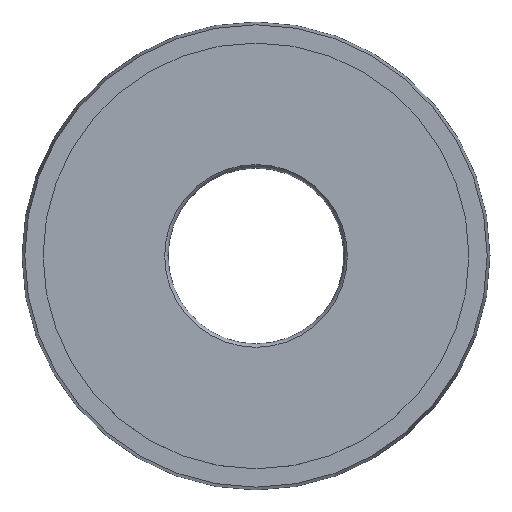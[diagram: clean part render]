
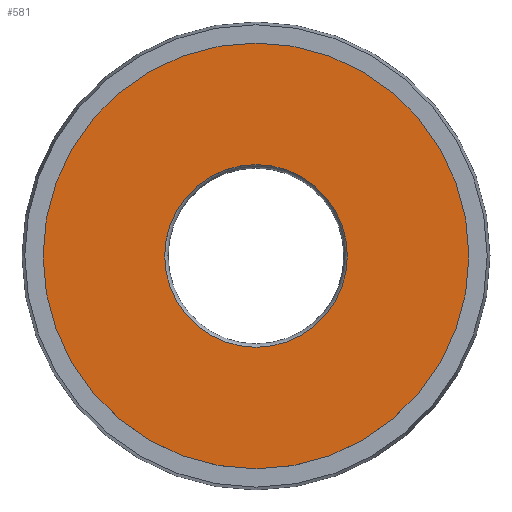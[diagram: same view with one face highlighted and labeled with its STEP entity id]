
A CAD part, top view. The second image highlights one B-rep face of the part: STEP entity #581.
In plain terms, the highlighted planar face has unit normal (0, 0, 1).
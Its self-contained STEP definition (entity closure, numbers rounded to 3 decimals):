
#9 = CARTESIAN_POINT ( 'NONE',  ( 0., 0., 0. ) ) ;
#27 = EDGE_CURVE ( 'NONE', #566, #340, #223, .T. ) ;
#33 = CARTESIAN_POINT ( 'NONE',  ( 0., 0., 0. ) ) ;
#39 = CARTESIAN_POINT ( 'NONE',  ( -15.15, 0., 0. ) ) ;
#44 = AXIS2_PLACEMENT_3D ( 'NONE', #638, #390, #429 ) ;
#74 = ORIENTED_EDGE ( 'NONE', *, *, #530, .T. ) ;
#88 = CIRCLE ( 'NONE', #319, 15.15 ) ;
#96 = CARTESIAN_POINT ( 'NONE',  ( -6.5, 0., 0. ) ) ;
#131 = CIRCLE ( 'NONE', #44, 6.5 ) ;
#153 = DIRECTION ( 'NONE',  ( 1., 0., 0. ) ) ;
#196 = CARTESIAN_POINT ( 'NONE',  ( 0., 0., 0. ) ) ;
#218 = CIRCLE ( 'NONE', #254, 6.5 ) ;
#223 = CIRCLE ( 'NONE', #473, 15.15 ) ;
#237 = DIRECTION ( 'NONE',  ( 0., 0., -1. ) ) ;
#248 = ORIENTED_EDGE ( 'NONE', *, *, #292, .F. ) ;
#251 = EDGE_LOOP ( 'NONE', ( #384, #74 ) ) ;
#252 = AXIS2_PLACEMENT_3D ( 'NONE', #196, #237, #640 ) ;
#254 = AXIS2_PLACEMENT_3D ( 'NONE', #9, #393, #153 ) ;
#256 = FACE_BOUND ( 'NONE', #637, .T. ) ;
#259 = CARTESIAN_POINT ( 'NONE',  ( 0., 0., 0. ) ) ;
#270 = DIRECTION ( 'NONE',  ( 0., 0., 1. ) ) ;
#292 = EDGE_CURVE ( 'NONE', #603, #399, #131, .T. ) ;
#314 = CARTESIAN_POINT ( 'NONE',  ( 15.15, 0., 0. ) ) ;
#319 = AXIS2_PLACEMENT_3D ( 'NONE', #33, #270, #482 ) ;
#340 = VERTEX_POINT ( 'NONE', #39 ) ;
#354 = DIRECTION ( 'NONE',  ( 1., 0., 0. ) ) ;
#368 = FACE_OUTER_BOUND ( 'NONE', #251, .T. ) ;
#384 = ORIENTED_EDGE ( 'NONE', *, *, #27, .T. ) ;
#390 = DIRECTION ( 'NONE',  ( 0., 0., 1. ) ) ;
#393 = DIRECTION ( 'NONE',  ( 0., 0., 1. ) ) ;
#399 = VERTEX_POINT ( 'NONE', #440 ) ;
#404 = EDGE_CURVE ( 'NONE', #399, #603, #218, .T. ) ;
#429 = DIRECTION ( 'NONE',  ( 1., 0., 0. ) ) ;
#440 = CARTESIAN_POINT ( 'NONE',  ( 6.5, 0., 0. ) ) ;
#473 = AXIS2_PLACEMENT_3D ( 'NONE', #259, #610, #354 ) ;
#482 = DIRECTION ( 'NONE',  ( 1., 0., 0. ) ) ;
#530 = EDGE_CURVE ( 'NONE', #340, #566, #88, .T. ) ;
#554 = ORIENTED_EDGE ( 'NONE', *, *, #404, .F. ) ;
#566 = VERTEX_POINT ( 'NONE', #314 ) ;
#581 = ADVANCED_FACE ( 'NONE', ( #256, #368 ), #642, .F. ) ;
#603 = VERTEX_POINT ( 'NONE', #96 ) ;
#610 = DIRECTION ( 'NONE',  ( 0., 0., 1. ) ) ;
#637 = EDGE_LOOP ( 'NONE', ( #554, #248 ) ) ;
#638 = CARTESIAN_POINT ( 'NONE',  ( 0., 0., 0. ) ) ;
#640 = DIRECTION ( 'NONE',  ( -1., 0., 0. ) ) ;
#642 = PLANE ( 'NONE',  #252 ) ;
